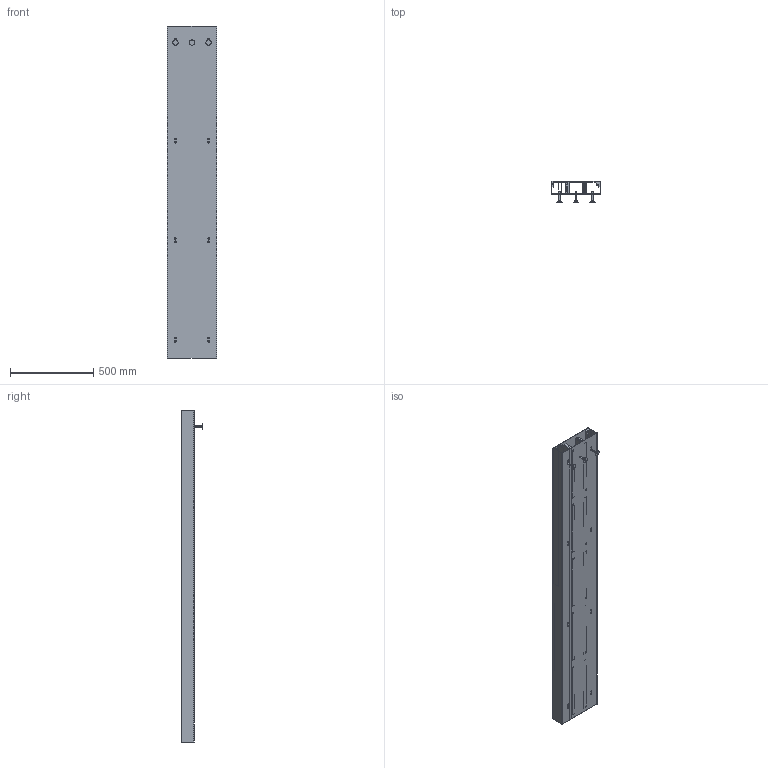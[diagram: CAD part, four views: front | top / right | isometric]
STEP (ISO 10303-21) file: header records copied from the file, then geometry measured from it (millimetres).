
FILE_DESCRIPTION((''),'2;1');
FILE_NAME('BKB300801_BKB3002_ASM','2022-11-08T10:16:04',('hollstem'),(''),'CREO PARAMETRIC BY PTC INC, 2022024','CREO PARAMETRIC BY PTC INC, 2022024','');
FILE_SCHEMA(('AUTOMOTIVE_DESIGN { 1 0 10303 214 1 1 1 1 }'));
Length unit declared in the file: millimetre
Products named in the file (23): T-01021; T-01028_AF0; T-01515_ASM; T-01024; T-01025_AF0; T-01026_ASM; T-01531_ASM; 63488-M; 63489-M_ASM; 63403-M; 63487-M_ASM; T-01032; 21045-M; 21042-M; 66107-M_ASM; BKB300801_ASM; 1BKB3002; T-01491; T-01513_ASM; T-01048; T-01046_ASM; BKB3002_ASM; BKB300801_BKB3002_ASM
Assembly tree (32 placements, depth 5):
  BKB300801_BKB3002_ASM
    BKB300801_ASM
      T-01021
      T-01515_ASM
        T-01028_AF0
      T-01024
      T-01531_ASM
        T-01026_ASM
          T-01025_AF0
      63489-M_ASM  x5
        63488-M
      63487-M_ASM  x5
        63403-M
      T-01032
      66107-M_ASM  x3
        21045-M
        21042-M
    BKB3002_ASM
      1BKB3002
      T-01513_ASM
        T-01491
      T-01046_ASM
        T-01048
Bounding box: 300 x 128 x 2000 mm (x, y, z)
Volume: 9502764.4 mm3; surface area: 4450939.6 mm2
Topology: 24 solids, 94 shells, 636 faces, 5082 edges, 4702 vertices
Faces by surface type: plane 429, cylinder 149, torus 32, cone 26
Entity records: 36497 total; most frequent: CARTESIAN_POINT 6753, DIRECTION 3750, PROPERTY_DEFINITION 1633, REPRESENTATION 1616, PROPERTY_DEFINITION_REPRESENTATION 1616, PRESENTATION_STYLE_ASSIGNMENT 1494, STYLED_ITEM 1488, ORIENTED_EDGE 1478
